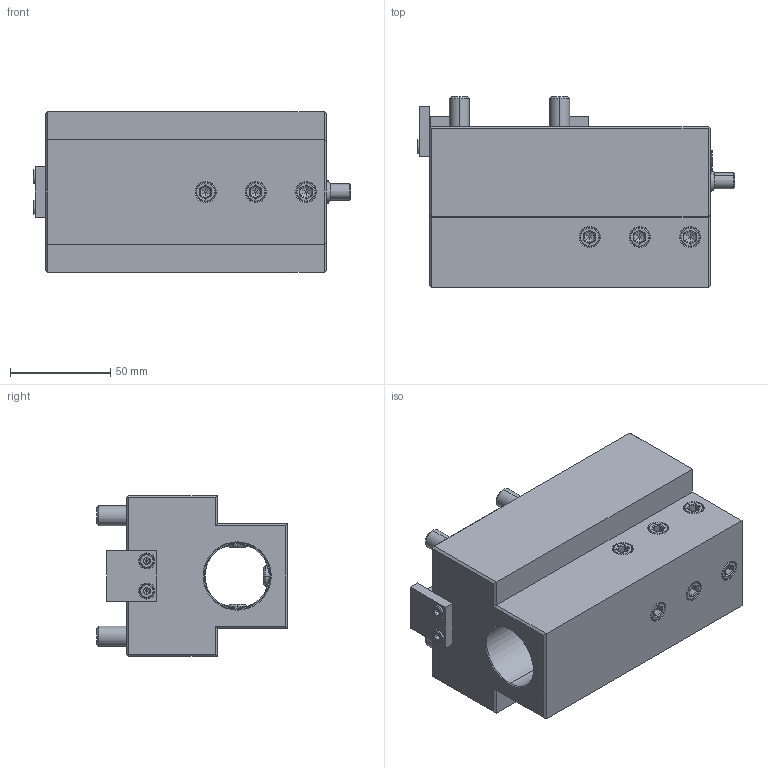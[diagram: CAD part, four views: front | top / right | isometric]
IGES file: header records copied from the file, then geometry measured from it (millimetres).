
Start section:  PTC IGES file: ngt_id_55_32_55_nt.igs
Global section: file name: ngt_id_55_32_55_nt.igs; native system: Pro/ENGINEER by Parametric Technology Corporation; preprocessor: 2010280; author: vali; organization: Unknown; date: 20210113.082242; units: millimetre
Bounding box: 158.34 x 95 x 80 mm (x, y, z)
Volume: 645963.8 mm3; surface area: 75375.1 mm2
Topology: 1 solids, 1 shells, 434 faces, 979 edges, 527 vertices
Faces by surface type: bspline 228, revolution 206
